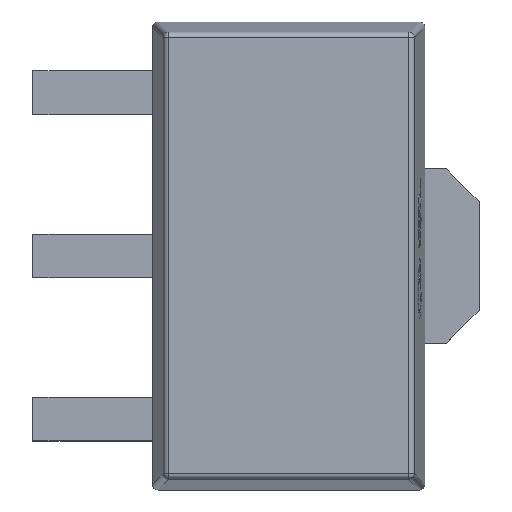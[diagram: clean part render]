
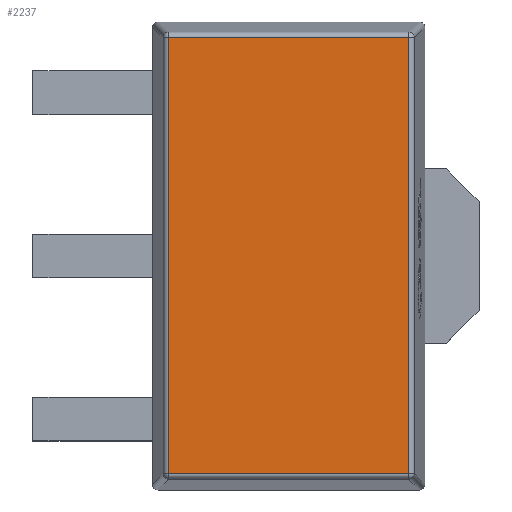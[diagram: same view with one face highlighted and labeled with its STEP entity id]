
A CAD part, top view. The second image highlights one B-rep face of the part: STEP entity #2237.
In plain terms, the highlighted planar face has unit normal (0, 0, 1).
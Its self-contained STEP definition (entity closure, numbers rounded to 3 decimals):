
#242 = ORIENTED_EDGE ( 'NONE', *, *, #5016, .T. ) ;
#267 = DIRECTION ( 'NONE',  ( 1., 0., 0. ) ) ;
#358 = VECTOR ( 'NONE', #2994, 1000. ) ;
#460 = VERTEX_POINT ( 'NONE', #9548 ) ;
#712 = PLANE ( 'NONE',  #9323 ) ;
#1071 = LINE ( 'NONE', #3196, #8778 ) ;
#1220 = DIRECTION ( 'NONE',  ( 0., 1., 0. ) ) ;
#1866 = VERTEX_POINT ( 'NONE', #3672 ) ;
#2075 = EDGE_LOOP ( 'NONE', ( #4189, #6310, #242, #7726 ) ) ;
#2237 = ADVANCED_FACE ( 'NONE', ( #7470 ), #712, .T. ) ;
#2384 = CARTESIAN_POINT ( 'NONE',  ( 0., 0., 1.61 ) ) ;
#2609 = CARTESIAN_POINT ( 'NONE',  ( 1.104, 0., 1.61 ) ) ;
#2994 = DIRECTION ( 'NONE',  ( -1., 0., 0. ) ) ;
#3196 = CARTESIAN_POINT ( 'NONE',  ( 0., -2.004, 1.61 ) ) ;
#3249 = CARTESIAN_POINT ( 'NONE',  ( -1.104, 2.004, 1.61 ) ) ;
#3360 = VERTEX_POINT ( 'NONE', #3249 ) ;
#3643 = LINE ( 'NONE', #5178, #358 ) ;
#3672 = CARTESIAN_POINT ( 'NONE',  ( -1.104, -2.004, 1.61 ) ) ;
#4103 = CARTESIAN_POINT ( 'NONE',  ( 1.104, 2.004, 1.61 ) ) ;
#4189 = ORIENTED_EDGE ( 'NONE', *, *, #9167, .T. ) ;
#5016 = EDGE_CURVE ( 'NONE', #3360, #1866, #7396, .T. ) ;
#5178 = CARTESIAN_POINT ( 'NONE',  ( 0., 2.004, 1.61 ) ) ;
#6310 = ORIENTED_EDGE ( 'NONE', *, *, #8921, .T. ) ;
#6528 = EDGE_CURVE ( 'NONE', #1866, #460, #1071, .T. ) ;
#7396 = LINE ( 'NONE', #8039, #8669 ) ;
#7470 = FACE_OUTER_BOUND ( 'NONE', #2075, .T. ) ;
#7726 = ORIENTED_EDGE ( 'NONE', *, *, #6528, .T. ) ;
#8039 = CARTESIAN_POINT ( 'NONE',  ( -1.104, 0., 1.61 ) ) ;
#8140 = DIRECTION ( 'NONE',  ( 0., -1., 0. ) ) ;
#8386 = VECTOR ( 'NONE', #1220, 1000. ) ;
#8483 = DIRECTION ( 'NONE',  ( 1., 0., 0. ) ) ;
#8534 = VERTEX_POINT ( 'NONE', #4103 ) ;
#8669 = VECTOR ( 'NONE', #8140, 1000. ) ;
#8778 = VECTOR ( 'NONE', #8483, 1000. ) ;
#8921 = EDGE_CURVE ( 'NONE', #8534, #3360, #3643, .T. ) ;
#9167 = EDGE_CURVE ( 'NONE', #460, #8534, #9358, .T. ) ;
#9229 = DIRECTION ( 'NONE',  ( 0., 0., 1. ) ) ;
#9323 = AXIS2_PLACEMENT_3D ( 'NONE', #2384, #9229, #267 ) ;
#9358 = LINE ( 'NONE', #2609, #8386 ) ;
#9548 = CARTESIAN_POINT ( 'NONE',  ( 1.104, -2.004, 1.61 ) ) ;
